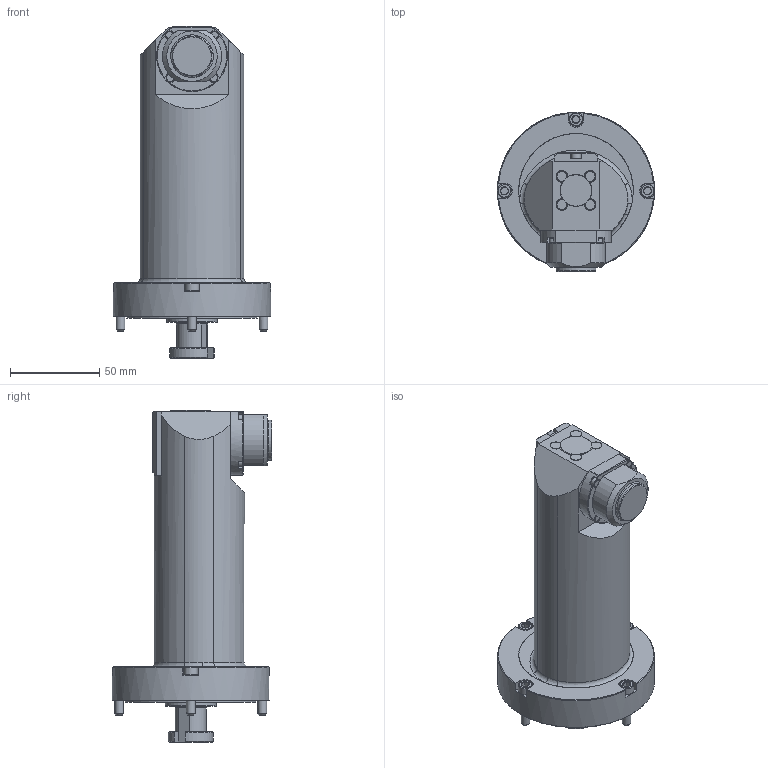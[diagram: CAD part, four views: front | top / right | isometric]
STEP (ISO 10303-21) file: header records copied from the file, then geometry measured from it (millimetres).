
FILE_DESCRIPTION (( 'STEP AP203' ), '1' );
FILE_NAME ('3MSTER16.STEP', '2015-05-17T16:03:14', ( '' ), ( '' ), 'SwSTEP 2.0', 'SolidWorks 2014', '' );
FILE_SCHEMA (( 'CONFIG_CONTROL_DESIGN' ));
Length unit declared in the file: inch
Products named in the file (1): 3MSTER16
Bounding box: 88.11 x 89.54 x 186.07 mm (x, y, z)
Volume: 458959.3 mm3; surface area: 47206.4 mm2
Topology: 1 solids, 1 shells, 250 faces, 606 edges, 373 vertices
Faces by surface type: plane 119, cone 64, cylinder 51, torus 12, bspline 2, sphere 2
Full cylindrical faces by diameter (mm): 4.648 x4, 4.826 x4, 5.74 x1, 7.925 x4, 15.062 x1, 22.366 x1, 23.836 x1, 28.575 x1, 64.287 x1, 73.152 x1, 88.113 x1
Entity records: 7286 total; most frequent: CARTESIAN_POINT 1698, DIRECTION 1172, ORIENTED_EDGE 1074, EDGE_CURVE 537, AXIS2_PLACEMENT_3D 481, VERTEX_POINT 355, EDGE_LOOP 324, FACE_OUTER_BOUND 271
